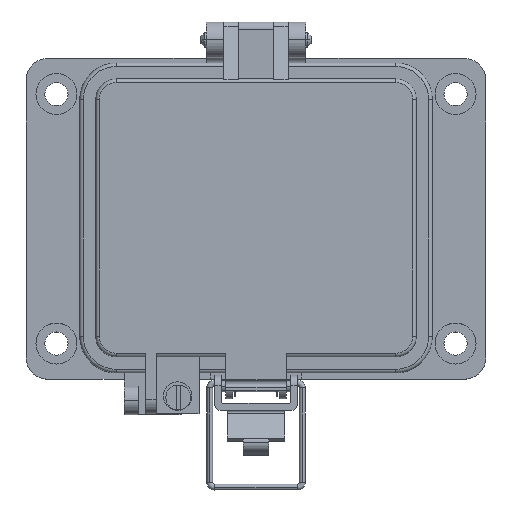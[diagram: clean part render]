
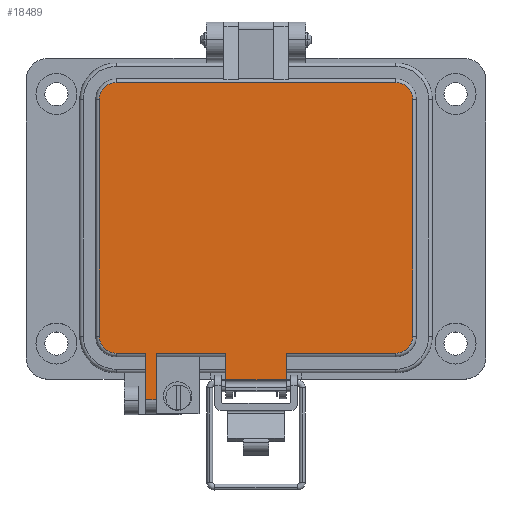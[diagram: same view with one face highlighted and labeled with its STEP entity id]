
A CAD part, top view. The second image highlights one B-rep face of the part: STEP entity #18489.
In plain terms, the highlighted planar face has unit normal (0, 0, 1).
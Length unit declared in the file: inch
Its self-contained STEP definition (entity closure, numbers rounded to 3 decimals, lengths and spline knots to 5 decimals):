
#319 = EDGE_CURVE ( 'NONE', #14398, #19869, #15457, .T. ) ;
#561 = CARTESIAN_POINT ( 'NONE',  ( -1.86096, -1.57373, 1.58257 ) ) ;
#568 = DIRECTION ( 'NONE',  ( 0., 1., 0. ) ) ;
#608 = ORIENTED_EDGE ( 'NONE', *, *, #25668, .T. ) ;
#814 = LINE ( 'NONE', #21113, #11596 ) ;
#1080 = DIRECTION ( 'NONE',  ( -1., 0., 0. ) ) ;
#1201 = CARTESIAN_POINT ( 'NONE',  ( -0.46364, -0.52279, 1.58257 ) ) ;
#1438 = EDGE_CURVE ( 'NONE', #23569, #24671, #24588, .T. ) ;
#1770 = DIRECTION ( 'NONE',  ( 1., 0., 0. ) ) ;
#2050 = LINE ( 'NONE', #2709, #18564 ) ;
#2099 = LINE ( 'NONE', #5487, #7817 ) ;
#2465 = CARTESIAN_POINT ( 'NONE',  ( -1.86096, -0.52279, 1.58257 ) ) ;
#2709 = CARTESIAN_POINT ( 'NONE',  ( 1.6028, -0.52279, 1.58257 ) ) ;
#3292 = CARTESIAN_POINT ( 'NONE',  ( -0.12908, -1.76266, 1.58257 ) ) ;
#3585 = VERTEX_POINT ( 'NONE', #26753 ) ;
#3606 = CARTESIAN_POINT ( 'NONE',  ( -1.23118, -1.76266, 1.58257 ) ) ;
#3809 = DIRECTION ( 'NONE',  ( 1., 0., 0. ) ) ;
#3940 = VERTEX_POINT ( 'NONE', #4268 ) ;
#4177 = DIRECTION ( 'NONE',  ( 0., 1., 0. ) ) ;
#4268 = CARTESIAN_POINT ( 'NONE',  ( 1.6028, -1.57373, 1.58257 ) ) ;
#4344 = CARTESIAN_POINT ( 'NONE',  ( -1.29022, -2.27436, 1.58257 ) ) ;
#4592 = PLANE ( 'NONE',  #24631 ) ;
#4938 = AXIS2_PLACEMENT_3D ( 'NONE', #21013, #8135, #23151 ) ;
#5087 = ORIENTED_EDGE ( 'NONE', *, *, #16839, .T. ) ;
#5202 = ORIENTED_EDGE ( 'NONE', *, *, #11722, .T. ) ;
#5457 = VERTEX_POINT ( 'NONE', #9801 ) ;
#5487 = CARTESIAN_POINT ( 'NONE',  ( -0.12908, 1.22877, 1.58257 ) ) ;
#5792 = LINE ( 'NONE', #4344, #10846 ) ;
#6374 = LINE ( 'NONE', #2465, #22828 ) ;
#7124 = CARTESIAN_POINT ( 'NONE',  ( -0.46364, -2.05787, 1.58257 ) ) ;
#7151 = ORIENTED_EDGE ( 'NONE', *, *, #9129, .T. ) ;
#7230 = ORIENTED_EDGE ( 'NONE', *, *, #16573, .T. ) ;
#7309 = DIRECTION ( 'NONE',  ( 0., 1., 0. ) ) ;
#7636 = CARTESIAN_POINT ( 'NONE',  ( 1.41387, -1.76266, 1.58257 ) ) ;
#7817 = VECTOR ( 'NONE', #1080, 39.37008 ) ;
#7877 = VERTEX_POINT ( 'NONE', #7636 ) ;
#7892 = ORIENTED_EDGE ( 'NONE', *, *, #319, .T. ) ;
#8135 = DIRECTION ( 'NONE',  ( 0., 0., 1. ) ) ;
#8782 = AXIS2_PLACEMENT_3D ( 'NONE', #10985, #25996, #13147 ) ;
#9129 = EDGE_CURVE ( 'NONE', #22057, #5457, #25881, .T. ) ;
#9717 = CARTESIAN_POINT ( 'NONE',  ( -1.67202, -1.57373, 1.58257 ) ) ;
#9796 = DIRECTION ( 'NONE',  ( 0., 0., 1. ) ) ;
#9801 = CARTESIAN_POINT ( 'NONE',  ( -1.67202, -1.76266, 1.58257 ) ) ;
#10125 = ORIENTED_EDGE ( 'NONE', *, *, #14997, .T. ) ;
#10690 = VECTOR ( 'NONE', #3809, 39.37008 ) ;
#10846 = VECTOR ( 'NONE', #10940, 39.37008 ) ;
#10940 = DIRECTION ( 'NONE',  ( -1., 0., 0. ) ) ;
#10985 = CARTESIAN_POINT ( 'NONE',  ( 1.41387, 1.03983, 1.58257 ) ) ;
#11170 = DIRECTION ( 'NONE',  ( 0., 0., 1. ) ) ;
#11282 = VECTOR ( 'NONE', #16188, 39.37008 ) ;
#11322 = LINE ( 'NONE', #25576, #22702 ) ;
#11347 = EDGE_CURVE ( 'NONE', #27703, #15295, #26209, .T. ) ;
#11596 = VECTOR ( 'NONE', #1770, 39.37008 ) ;
#11609 = VERTEX_POINT ( 'NONE', #16334 ) ;
#11722 = EDGE_CURVE ( 'NONE', #5457, #27035, #22091, .T. ) ;
#11853 = ORIENTED_EDGE ( 'NONE', *, *, #22926, .T. ) ;
#11910 = DIRECTION ( 'NONE',  ( 0., -1., 0. ) ) ;
#12080 = VECTOR ( 'NONE', #14077, 39.37008 ) ;
#13147 = DIRECTION ( 'NONE',  ( 0., -1., 0. ) ) ;
#13186 = VECTOR ( 'NONE', #7309, 39.37008 ) ;
#13404 = CARTESIAN_POINT ( 'NONE',  ( -0.12908, -2.05787, 1.58257 ) ) ;
#14077 = DIRECTION ( 'NONE',  ( 0., -1., 0. ) ) ;
#14245 = EDGE_LOOP ( 'NONE', ( #26668, #14295, #25460, #21960, #7892, #11853, #15533, #26119, #26985, #24018, #10125, #5087, #7230, #7151, #5202, #608 ) ) ;
#14295 = ORIENTED_EDGE ( 'NONE', *, *, #1438, .T. ) ;
#14398 = VERTEX_POINT ( 'NONE', #7124 ) ;
#14607 = CARTESIAN_POINT ( 'NONE',  ( -1.67202, 1.22877, 1.58257 ) ) ;
#14997 = EDGE_CURVE ( 'NONE', #15295, #24696, #2099, .T. ) ;
#15295 = VERTEX_POINT ( 'NONE', #23577 ) ;
#15457 = LINE ( 'NONE', #13404, #20473 ) ;
#15499 = CARTESIAN_POINT ( 'NONE',  ( -1.34927, -2.09723, 1.58257 ) ) ;
#15533 = ORIENTED_EDGE ( 'NONE', *, *, #23723, .T. ) ;
#15616 = EDGE_CURVE ( 'NONE', #3940, #27703, #2050, .T. ) ;
#16188 = DIRECTION ( 'NONE',  ( 1., 0., 0. ) ) ;
#16259 = FACE_OUTER_BOUND ( 'NONE', #14245, .T. ) ;
#16334 = CARTESIAN_POINT ( 'NONE',  ( -0.46364, -1.76266, 1.58257 ) ) ;
#16573 = EDGE_CURVE ( 'NONE', #22696, #22057, #6374, .T. ) ;
#16693 = CARTESIAN_POINT ( 'NONE',  ( -0.12908, -1.76266, 1.58257 ) ) ;
#16839 = EDGE_CURVE ( 'NONE', #24696, #22696, #21835, .T. ) ;
#16994 = LINE ( 'NONE', #3292, #11282 ) ;
#17531 = DIRECTION ( 'NONE',  ( 0., -1., 0. ) ) ;
#17688 = CARTESIAN_POINT ( 'NONE',  ( -1.34927, -1.76266, 1.58257 ) ) ;
#17770 = DIRECTION ( 'NONE',  ( 0., -1., 0. ) ) ;
#18031 = CARTESIAN_POINT ( 'NONE',  ( -1.86096, 1.03983, 1.58257 ) ) ;
#18338 = LINE ( 'NONE', #15499, #23990 ) ;
#18489 = ADVANCED_FACE ( 'NONE', ( #16259 ), #4592, .T. ) ;
#18564 = VECTOR ( 'NONE', #568, 39.37008 ) ;
#19769 = CIRCLE ( 'NONE', #4938, 0.18893 ) ;
#19869 = VERTEX_POINT ( 'NONE', #22438 ) ;
#20067 = CARTESIAN_POINT ( 'NONE',  ( -1.23118, -0.52279, 1.58257 ) ) ;
#20164 = CARTESIAN_POINT ( 'NONE',  ( 1.6028, 1.03983, 1.58257 ) ) ;
#20473 = VECTOR ( 'NONE', #24060, 39.37008 ) ;
#20553 = CARTESIAN_POINT ( 'NONE',  ( -1.23118, -2.27436, 1.58257 ) ) ;
#21013 = CARTESIAN_POINT ( 'NONE',  ( 1.41387, -1.57373, 1.58257 ) ) ;
#21113 = CARTESIAN_POINT ( 'NONE',  ( -0.12908, -1.76266, 1.58257 ) ) ;
#21835 = CIRCLE ( 'NONE', #23453, 0.18893 ) ;
#21960 = ORIENTED_EDGE ( 'NONE', *, *, #27827, .T. ) ;
#22057 = VERTEX_POINT ( 'NONE', #561 ) ;
#22091 = LINE ( 'NONE', #16693, #10690 ) ;
#22339 = EDGE_CURVE ( 'NONE', #7877, #3940, #19769, .T. ) ;
#22438 = CARTESIAN_POINT ( 'NONE',  ( 0.20549, -2.05787, 1.58257 ) ) ;
#22651 = CARTESIAN_POINT ( 'NONE',  ( -1.67202, 1.03983, 1.58257 ) ) ;
#22696 = VERTEX_POINT ( 'NONE', #18031 ) ;
#22702 = VECTOR ( 'NONE', #4177, 39.37008 ) ;
#22709 = AXIS2_PLACEMENT_3D ( 'NONE', #9717, #24733, #11910 ) ;
#22828 = VECTOR ( 'NONE', #17531, 39.37008 ) ;
#22926 = EDGE_CURVE ( 'NONE', #19869, #3585, #11322, .T. ) ;
#23151 = DIRECTION ( 'NONE',  ( 0., -1., 0. ) ) ;
#23446 = LINE ( 'NONE', #1201, #12080 ) ;
#23453 = AXIS2_PLACEMENT_3D ( 'NONE', #22651, #9796, #24806 ) ;
#23554 = VERTEX_POINT ( 'NONE', #26955 ) ;
#23569 = VERTEX_POINT ( 'NONE', #20553 ) ;
#23577 = CARTESIAN_POINT ( 'NONE',  ( 1.41387, 1.22877, 1.58257 ) ) ;
#23723 = EDGE_CURVE ( 'NONE', #3585, #7877, #814, .T. ) ;
#23990 = VECTOR ( 'NONE', #17770, 39.37008 ) ;
#24006 = CARTESIAN_POINT ( 'NONE',  ( -1.93023, -2.34442, 1.58257 ) ) ;
#24018 = ORIENTED_EDGE ( 'NONE', *, *, #11347, .T. ) ;
#24060 = DIRECTION ( 'NONE',  ( 1., 0., 0. ) ) ;
#24588 = LINE ( 'NONE', #20067, #13186 ) ;
#24631 = AXIS2_PLACEMENT_3D ( 'NONE', #24006, #11170, #26186 ) ;
#24671 = VERTEX_POINT ( 'NONE', #3606 ) ;
#24696 = VERTEX_POINT ( 'NONE', #14607 ) ;
#24733 = DIRECTION ( 'NONE',  ( 0., 0., 1. ) ) ;
#24806 = DIRECTION ( 'NONE',  ( 0., -1., 0. ) ) ;
#25198 = EDGE_CURVE ( 'NONE', #24671, #11609, #16994, .T. ) ;
#25460 = ORIENTED_EDGE ( 'NONE', *, *, #25198, .T. ) ;
#25576 = CARTESIAN_POINT ( 'NONE',  ( 0.20549, -0.52279, 1.58257 ) ) ;
#25668 = EDGE_CURVE ( 'NONE', #27035, #23554, #18338, .T. ) ;
#25881 = CIRCLE ( 'NONE', #22709, 0.18893 ) ;
#25996 = DIRECTION ( 'NONE',  ( 0., 0., 1. ) ) ;
#26119 = ORIENTED_EDGE ( 'NONE', *, *, #22339, .T. ) ;
#26186 = DIRECTION ( 'NONE',  ( 1., 0., 0. ) ) ;
#26209 = CIRCLE ( 'NONE', #8782, 0.18893 ) ;
#26388 = EDGE_CURVE ( 'NONE', #23569, #23554, #5792, .T. ) ;
#26668 = ORIENTED_EDGE ( 'NONE', *, *, #26388, .F. ) ;
#26753 = CARTESIAN_POINT ( 'NONE',  ( 0.20549, -1.76266, 1.58257 ) ) ;
#26955 = CARTESIAN_POINT ( 'NONE',  ( -1.34927, -2.27436, 1.58257 ) ) ;
#26985 = ORIENTED_EDGE ( 'NONE', *, *, #15616, .T. ) ;
#27035 = VERTEX_POINT ( 'NONE', #17688 ) ;
#27703 = VERTEX_POINT ( 'NONE', #20164 ) ;
#27827 = EDGE_CURVE ( 'NONE', #11609, #14398, #23446, .T. ) ;
